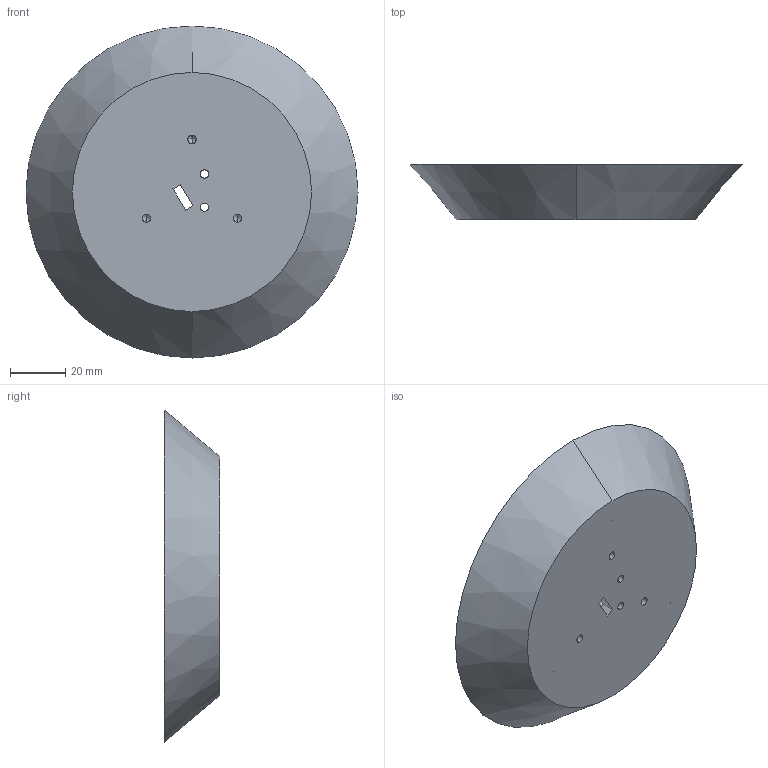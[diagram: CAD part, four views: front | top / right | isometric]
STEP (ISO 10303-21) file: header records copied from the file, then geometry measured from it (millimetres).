
FILE_DESCRIPTION (( 'STEP AP214' ), '1' );
FILE_NAME ('DHT11_Nivel_4.STEP', '2025-07-15T01:41:56', ( '' ), ( '' ), 'SwSTEP 2.0', 'SolidWorks 2022', '' );
FILE_SCHEMA (( 'AUTOMOTIVE_DESIGN' ));
Length unit declared in the file: millimetre
Products named in the file (1): DHT11_Nivel_4
Bounding box: 120 x 20 x 120 mm (x, y, z)
Volume: 64064.9 mm3; surface area: 29053.1 mm2
Topology: 1 solids, 1 shells, 57 faces, 140 edges, 82 vertices
Faces by surface type: cylinder 24, plane 17, cone 16
Entity records: 1636 total; most frequent: DIRECTION 288, CARTESIAN_POINT 280, ORIENTED_EDGE 256, EDGE_CURVE 128, AXIS2_PLACEMENT_3D 106, VERTEX_POINT 82, VECTOR 76, LINE 76
